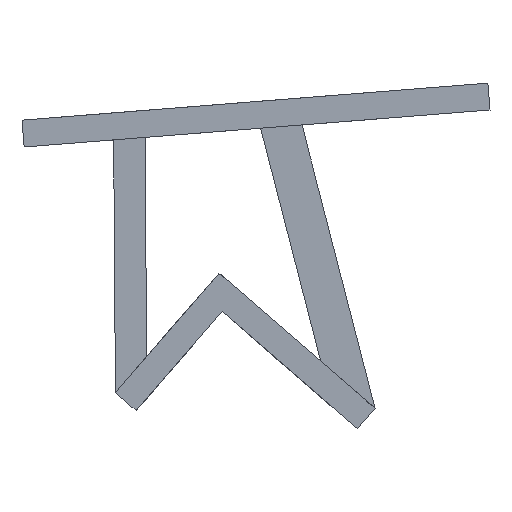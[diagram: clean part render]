
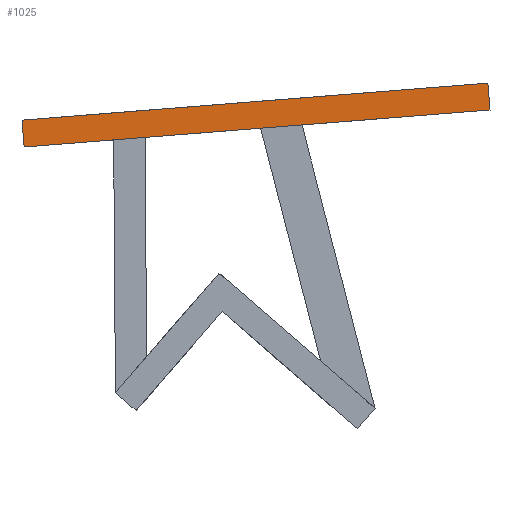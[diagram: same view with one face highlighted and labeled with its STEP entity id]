
A CAD part, front view. The second image highlights one B-rep face of the part: STEP entity #1025.
In plain terms, the highlighted planar face has unit normal (0, -1, 0).
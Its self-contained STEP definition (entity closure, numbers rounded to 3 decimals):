
#105=FACE_OUTER_BOUND('',#174,.T.);
#174=EDGE_LOOP('',(#825,#826,#827,#828));
#268=LINE('',#1588,#384);
#269=LINE('',#1591,#385);
#270=LINE('',#1593,#386);
#271=LINE('',#1594,#387);
#384=VECTOR('',#1305,10.);
#385=VECTOR('',#1308,10.);
#386=VECTOR('',#1309,10.);
#387=VECTOR('',#1310,10.);
#487=VERTEX_POINT('',#1581);
#490=VERTEX_POINT('',#1586);
#491=VERTEX_POINT('',#1590);
#492=VERTEX_POINT('',#1592);
#608=EDGE_CURVE('',#490,#487,#268,.T.);
#609=EDGE_CURVE('',#491,#487,#269,.T.);
#610=EDGE_CURVE('',#492,#490,#270,.T.);
#611=EDGE_CURVE('',#492,#491,#271,.T.);
#825=ORIENTED_EDGE('',*,*,#609,.T.);
#826=ORIENTED_EDGE('',*,*,#608,.F.);
#827=ORIENTED_EDGE('',*,*,#610,.F.);
#828=ORIENTED_EDGE('',*,*,#611,.T.);
#973=PLANE('',#1112);
#1025=ADVANCED_FACE('',(#105),#973,.T.);
#1112=AXIS2_PLACEMENT_3D('',#1589,#1306,#1307);
#1305=DIRECTION('',(0.079,0.,-0.997));
#1306=DIRECTION('center_axis',(0.,-1.,0.));
#1307=DIRECTION('ref_axis',(-0.643,0.,-0.766));
#1308=DIRECTION('',(0.997,0.,0.079));
#1309=DIRECTION('',(0.997,0.,0.079));
#1310=DIRECTION('',(0.079,0.,-0.997));
#1581=CARTESIAN_POINT('',(88.633,-114.,-0.515));
#1586=CARTESIAN_POINT('',(88.396,-114.,2.476));
#1588=CARTESIAN_POINT('',(88.633,-114.,-0.515));
#1589=CARTESIAN_POINT('Origin',(60.153,-114.,-15.793));
#1590=CARTESIAN_POINT('',(36.765,-114.,-4.632));
#1591=CARTESIAN_POINT('',(41.749,-114.,-4.236));
#1592=CARTESIAN_POINT('',(36.528,-114.,-1.642));
#1593=CARTESIAN_POINT('',(77.43,-114.,1.605));
#1594=CARTESIAN_POINT('',(36.765,-114.,-4.632));
